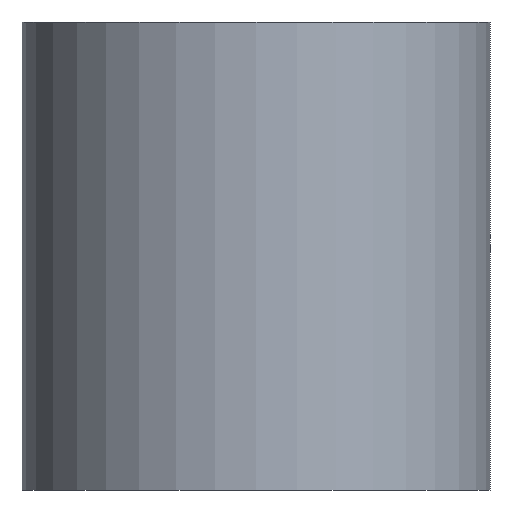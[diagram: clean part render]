
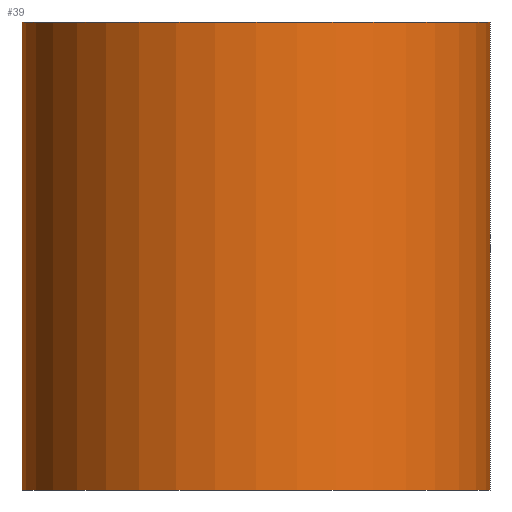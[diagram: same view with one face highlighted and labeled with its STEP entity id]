
A CAD part, front view. The second image highlights one B-rep face of the part: STEP entity #39.
In plain terms, the highlighted cylindrical face has radius 20 mm (diameter 40 mm), a full revolution.
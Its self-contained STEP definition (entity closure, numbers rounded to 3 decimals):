
#17=FACE_OUTER_BOUND('',#20,.T.);
#20=EDGE_LOOP('',(#32,#33,#34,#35));
#23=LINE('',#79,#24);
#24=VECTOR('',#67,20.);
#25=CIRCLE('',#57,20.);
#26=CIRCLE('',#58,20.);
#27=VERTEX_POINT('',#76);
#28=VERTEX_POINT('',#78);
#29=EDGE_CURVE('',#27,#27,#25,.T.);
#30=EDGE_CURVE('',#27,#28,#23,.T.);
#31=EDGE_CURVE('',#28,#28,#26,.T.);
#32=ORIENTED_EDGE('',*,*,#29,.F.);
#33=ORIENTED_EDGE('',*,*,#30,.T.);
#34=ORIENTED_EDGE('',*,*,#31,.T.);
#35=ORIENTED_EDGE('',*,*,#30,.F.);
#38=CYLINDRICAL_SURFACE('',#56,20.);
#39=ADVANCED_FACE('',(#17),#38,.T.);
#56=AXIS2_PLACEMENT_3D('',#75,#63,#64);
#57=AXIS2_PLACEMENT_3D('',#77,#65,#66);
#58=AXIS2_PLACEMENT_3D('',#80,#68,#69);
#63=DIRECTION('center_axis',(0.,0.,1.));
#64=DIRECTION('ref_axis',(1.,0.,0.));
#65=DIRECTION('center_axis',(0.,0.,1.));
#66=DIRECTION('ref_axis',(1.,0.,0.));
#67=DIRECTION('',(0.,0.,-1.));
#68=DIRECTION('center_axis',(0.,0.,1.));
#69=DIRECTION('ref_axis',(1.,0.,0.));
#75=CARTESIAN_POINT('Origin',(0.,0.,0.));
#76=CARTESIAN_POINT('',(-20.,0.,40.));
#77=CARTESIAN_POINT('Origin',(0.,0.,40.));
#78=CARTESIAN_POINT('',(-20.,0.,0.));
#79=CARTESIAN_POINT('',(-20.,0.,0.));
#80=CARTESIAN_POINT('Origin',(0.,0.,0.));
